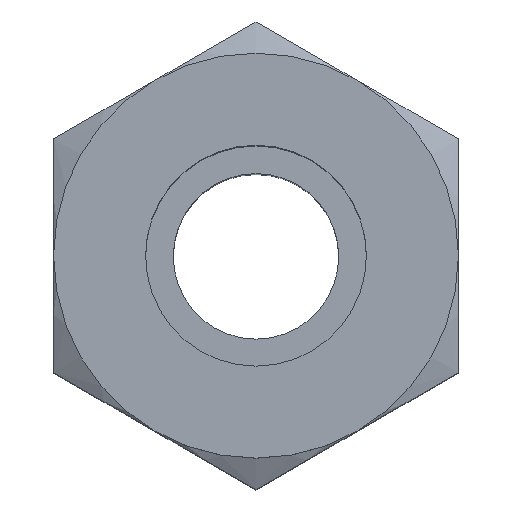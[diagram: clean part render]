
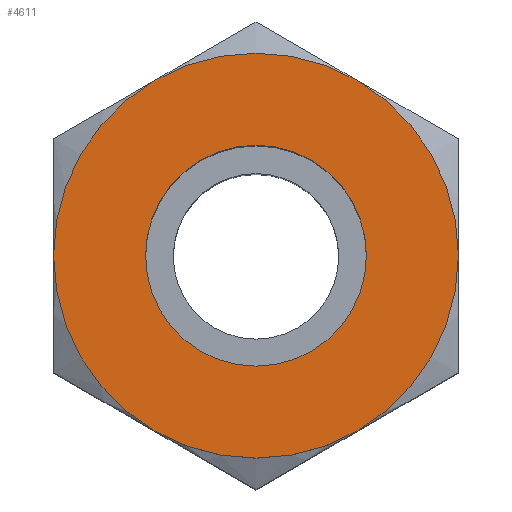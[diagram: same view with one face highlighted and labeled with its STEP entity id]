
A CAD part, top view. The second image highlights one B-rep face of the part: STEP entity #4611.
In plain terms, the highlighted planar face has unit normal (0, 0, 1).
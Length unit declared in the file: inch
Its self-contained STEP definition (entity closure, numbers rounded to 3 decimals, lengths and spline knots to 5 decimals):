
#184 = EDGE_LOOP ( 'NONE', ( #3405, #256 ) ) ;
#256 = ORIENTED_EDGE ( 'NONE', *, *, #2895, .T. ) ;
#311 = VERTEX_POINT ( 'NONE', #3986 ) ;
#801 = ORIENTED_EDGE ( 'NONE', *, *, #2465, .F. ) ;
#1100 = CARTESIAN_POINT ( 'NONE',  ( 0., 0.1875, 1.57 ) ) ;
#1906 = CIRCLE ( 'NONE', #1907, 0.34375 ) ;
#1907 = AXIS2_PLACEMENT_3D ( 'NONE', #1908, #1909, #1914 ) ;
#1908 = CARTESIAN_POINT ( 'NONE',  ( 0., 0., 1.57 ) ) ;
#1909 = DIRECTION ( 'NONE',  ( 0., 0., 1. ) ) ;
#1914 = DIRECTION ( 'NONE',  ( 1., 0., 0. ) ) ;
#2040 = FACE_OUTER_BOUND ( 'NONE', #184, .T. ) ;
#2041 = FACE_BOUND ( 'NONE', #2490, .T. ) ;
#2042 = PLANE ( 'NONE',  #2043 ) ;
#2043 = AXIS2_PLACEMENT_3D ( 'NONE', #2044, #2045, #2046 ) ;
#2044 = CARTESIAN_POINT ( 'NONE',  ( -0.34375, 0.59539, 1.57 ) ) ;
#2045 = DIRECTION ( 'NONE',  ( 0., 0., 1. ) ) ;
#2046 = DIRECTION ( 'NONE',  ( 1., 0., 0. ) ) ;
#2465 = EDGE_CURVE ( 'NONE', #3212, #3760, #5327, .T. ) ;
#2490 = EDGE_LOOP ( 'NONE', ( #801, #2950 ) ) ;
#2895 = EDGE_CURVE ( 'NONE', #311, #6306, #1906, .T. ) ;
#2950 = ORIENTED_EDGE ( 'NONE', *, *, #3229, .F. ) ;
#3212 = VERTEX_POINT ( 'NONE', #4020 ) ;
#3229 = EDGE_CURVE ( 'NONE', #3760, #3212, #4163, .T. ) ;
#3405 = ORIENTED_EDGE ( 'NONE', *, *, #6452, .T. ) ;
#3760 = VERTEX_POINT ( 'NONE', #1100 ) ;
#3986 = CARTESIAN_POINT ( 'NONE',  ( -0.34375, 0., 1.57 ) ) ;
#4020 = CARTESIAN_POINT ( 'NONE',  ( 0., -0.1875, 1.57 ) ) ;
#4163 = CIRCLE ( 'NONE', #4165, 0.1875 ) ;
#4165 = AXIS2_PLACEMENT_3D ( 'NONE', #4166, #4167, #4168 ) ;
#4166 = CARTESIAN_POINT ( 'NONE',  ( 0., 0., 1.57 ) ) ;
#4167 = DIRECTION ( 'NONE',  ( 0., 0., 1. ) ) ;
#4168 = DIRECTION ( 'NONE',  ( 0., -1., 0. ) ) ;
#4611 = ADVANCED_FACE ( 'NONE', ( #2040, #2041 ), #2042, .T. ) ;
#5327 = CIRCLE ( 'NONE', #5328, 0.1875 ) ;
#5328 = AXIS2_PLACEMENT_3D ( 'NONE', #5329, #5332, #5333 ) ;
#5329 = CARTESIAN_POINT ( 'NONE',  ( 0., 0., 1.57 ) ) ;
#5332 = DIRECTION ( 'NONE',  ( 0., 0., 1. ) ) ;
#5333 = DIRECTION ( 'NONE',  ( 0., -1., 0. ) ) ;
#6306 = VERTEX_POINT ( 'NONE', #6720 ) ;
#6452 = EDGE_CURVE ( 'NONE', #6306, #311, #6913, .T. ) ;
#6720 = CARTESIAN_POINT ( 'NONE',  ( 0.34375, 0., 1.57 ) ) ;
#6913 = CIRCLE ( 'NONE', #6914, 0.34375 ) ;
#6914 = AXIS2_PLACEMENT_3D ( 'NONE', #6915, #6916, #6917 ) ;
#6915 = CARTESIAN_POINT ( 'NONE',  ( 0., 0., 1.57 ) ) ;
#6916 = DIRECTION ( 'NONE',  ( 0., 0., 1. ) ) ;
#6917 = DIRECTION ( 'NONE',  ( 1., 0., 0. ) ) ;
